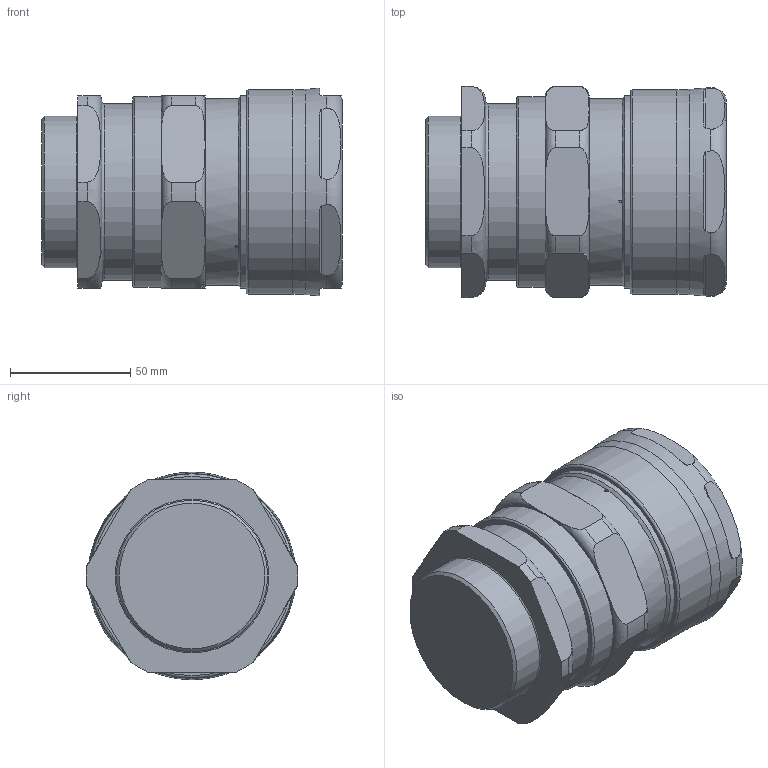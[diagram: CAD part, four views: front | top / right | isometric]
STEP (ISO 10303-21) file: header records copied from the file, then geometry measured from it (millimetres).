
FILE_DESCRIPTION(/* description */ (''),/* implementation_level */ '2;1');
FILE_NAME(/* name */ '153_RAC_X E.stp',/* time_stamp */ '2021-03-12T12:53:53+05:00',/* author */ ('vinaykumark'),/* organization */ (''),/* preprocessor_version */ 'ST-DEVELOPER v18',/* originating_system */ 'Autodesk Inventor 2020',/* authorisation */ '');
FILE_SCHEMA (('AUTOMOTIVE_DESIGN { 1 0 10303 214 3 1 1 }'));
Length unit declared in the file: inch
Products named in the file (1): 153_RAC_X E
Bounding box: 125.15 x 87.96 x 86.45 mm (x, y, z)
Volume: 925037.6 mm3; surface area: 153481.9 mm2
Topology: 10 solids, 10 shells, 897 faces, 2511 edges, 1644 vertices
Faces by surface type: plane 264, torus 235, cylinder 169, cone 160, bspline 69
Full cylindrical faces by diameter (mm): 56.3 x1, 63 x1, 65.3 x1, 66.45 x1, 67.15 x2, 70.3 x1, 72 x1, 72.3 x1, 73 x3, 73.3 x1, 75.421 x1, 77.7 x1, 78.5 x1, 79.2 x1, 80 x1, 85 x1
Entity records: 35462 total; most frequent: CARTESIAN_POINT 12635, ORIENTED_EDGE 5022, DIRECTION 4250, EDGE_CURVE 2511, AXIS2_PLACEMENT_3D 1772, VERTEX_POINT 1644, CIRCLE 927, EDGE_LOOP 911
